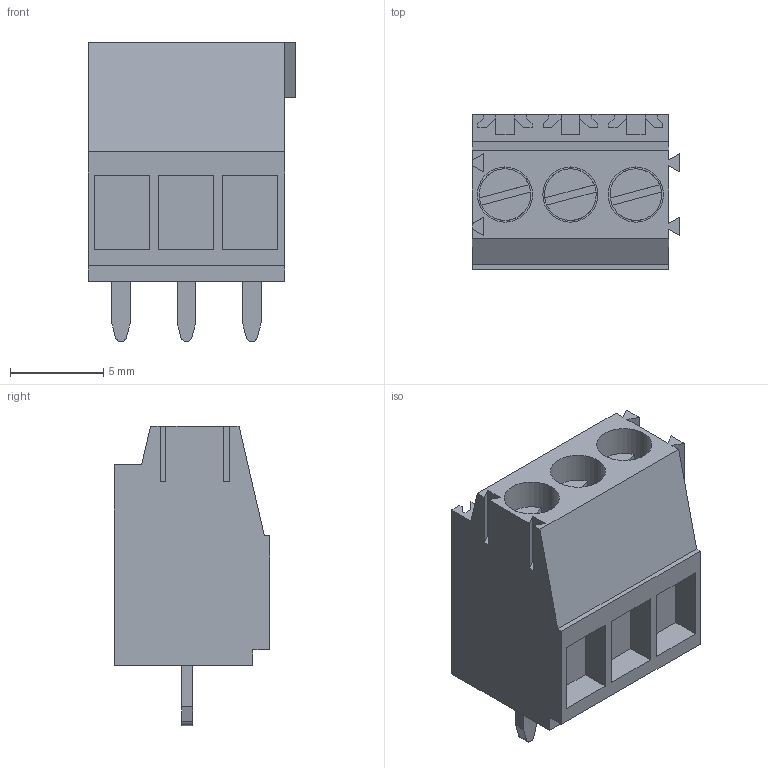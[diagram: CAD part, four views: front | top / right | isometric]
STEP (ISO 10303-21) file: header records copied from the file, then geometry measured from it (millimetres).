
FILE_DESCRIPTION(('CATIA V5 STEP Exchange','CAx-IF Rec.Pracs.--- Model Styling and Organization---1.2---2011-12-15'),'2;1');
FILE_NAME ('D1454343_0_1667770000_1667770000.stp','2018-03-12T10:47:16+00:00',('none'),('Weidmueller'),'CATIA Version 5-6 Release 2014','CATIA V5 STEP AP214','none');
FILE_SCHEMA(('AUTOMOTIVE_DESIGN { 1 0 10303 214 1 1 1 1 }'));
Length unit declared in the file: millimetre
Products named in the file (1): 1667770000
Bounding box: 11.1 x 8.3 x 16 mm (x, y, z)
Volume: 833.3 mm3; surface area: 1097.9 mm2
Topology: 7 solids, 7 shells, 181 faces, 474 edges, 316 vertices
Faces by surface type: plane 154, cylinder 27
Entity records: 5453 total; most frequent: CARTESIAN_POINT 986, ORIENTED_EDGE 948, DIRECTION 762, EDGE_CURVE 474, VECTOR 408, LINE 408, VERTEX_POINT 316, AXIS2_PLACEMENT_3D 208
